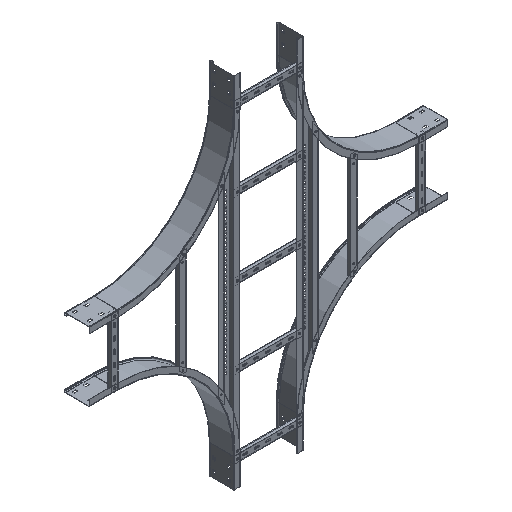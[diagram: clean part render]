
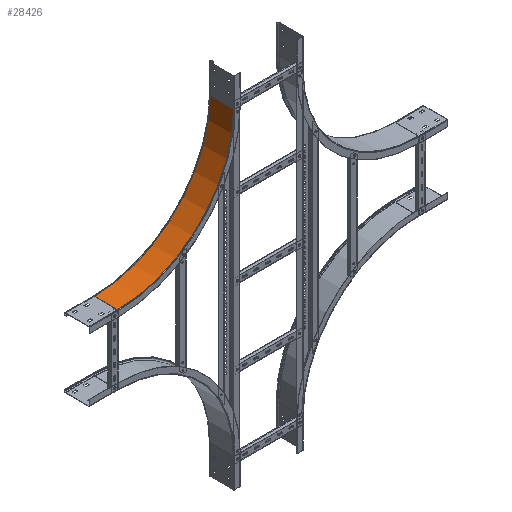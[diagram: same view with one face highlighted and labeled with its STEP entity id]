
A CAD part, isometric view. The second image highlights one B-rep face of the part: STEP entity #28426.
In plain terms, the highlighted cylindrical face has radius 500 mm (diameter 1000 mm), a partial arc.
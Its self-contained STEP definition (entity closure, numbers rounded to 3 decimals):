
#1031 = EDGE_CURVE ( 'NONE', #20150, #29388, #17828, .T. ) ;
#2611 = CARTESIAN_POINT ( 'NONE',  ( 146.447, 2.5, -353.553 ) ) ;
#2664 = CARTESIAN_POINT ( 'NONE',  ( 146.447, 2.5, -353.553 ) ) ;
#2958 = ORIENTED_EDGE ( 'NONE', *, *, #1031, .F. ) ;
#4182 = ORIENTED_EDGE ( 'NONE', *, *, #16183, .T. ) ;
#4707 = DIRECTION ( 'NONE',  ( -0.707, 0., 0.707 ) ) ;
#7272 = DIRECTION ( 'NONE',  ( -0.707, 0., 0.707 ) ) ;
#8265 = CYLINDRICAL_SURFACE ( 'NONE', #10808, 500. ) ;
#9002 = DIRECTION ( 'NONE',  ( 0., 0., -1. ) ) ;
#10121 = CIRCLE ( 'NONE', #22538, 500. ) ;
#10808 = AXIS2_PLACEMENT_3D ( 'NONE', #14665, #27047, #9002 ) ;
#14665 = CARTESIAN_POINT ( 'NONE',  ( 500., 0., 0. ) ) ;
#15161 = AXIS2_PLACEMENT_3D ( 'NONE', #27812, #20122, #7272 ) ;
#15373 = CARTESIAN_POINT ( 'NONE',  ( 146.447, 104., 353.553 ) ) ;
#16183 = EDGE_CURVE ( 'NONE', #22459, #17495, #10121, .T. ) ;
#17495 = VERTEX_POINT ( 'NONE', #2664 ) ;
#17828 = CIRCLE ( 'NONE', #15161, 500. ) ;
#18886 = LINE ( 'NONE', #19451, #30574 ) ;
#19123 = LINE ( 'NONE', #2611, #31586 ) ;
#19159 = ORIENTED_EDGE ( 'NONE', *, *, #24923, .T. ) ;
#19451 = CARTESIAN_POINT ( 'NONE',  ( 146.447, 2.5, 353.553 ) ) ;
#20122 = DIRECTION ( 'NONE',  ( 0., -1., 0. ) ) ;
#20150 = VERTEX_POINT ( 'NONE', #15373 ) ;
#22359 = CARTESIAN_POINT ( 'NONE',  ( 146.447, 2.5, 353.553 ) ) ;
#22459 = VERTEX_POINT ( 'NONE', #22359 ) ;
#22538 = AXIS2_PLACEMENT_3D ( 'NONE', #30018, #22782, #4707 ) ;
#22782 = DIRECTION ( 'NONE',  ( 0., -1., 0. ) ) ;
#24923 = EDGE_CURVE ( 'NONE', #17495, #29388, #19123, .T. ) ;
#26958 = ORIENTED_EDGE ( 'NONE', *, *, #27196, .F. ) ;
#27047 = DIRECTION ( 'NONE',  ( 0., -1., 0. ) ) ;
#27196 = EDGE_CURVE ( 'NONE', #22459, #20150, #18886, .T. ) ;
#27812 = CARTESIAN_POINT ( 'NONE',  ( 500., 104., 0. ) ) ;
#27963 = EDGE_LOOP ( 'NONE', ( #2958, #26958, #4182, #19159 ) ) ;
#28426 = ADVANCED_FACE ( 'NONE', ( #30835 ), #8265, .F. ) ;
#29388 = VERTEX_POINT ( 'NONE', #31877 ) ;
#30018 = CARTESIAN_POINT ( 'NONE',  ( 500., 2.5, 0. ) ) ;
#30574 = VECTOR ( 'NONE', #32181, 1000. ) ;
#30835 = FACE_OUTER_BOUND ( 'NONE', #27963, .T. ) ;
#31586 = VECTOR ( 'NONE', #33347, 1000. ) ;
#31877 = CARTESIAN_POINT ( 'NONE',  ( 146.447, 104., -353.553 ) ) ;
#32181 = DIRECTION ( 'NONE',  ( 0., 1., 0. ) ) ;
#33347 = DIRECTION ( 'NONE',  ( 0., 1., 0. ) ) ;
